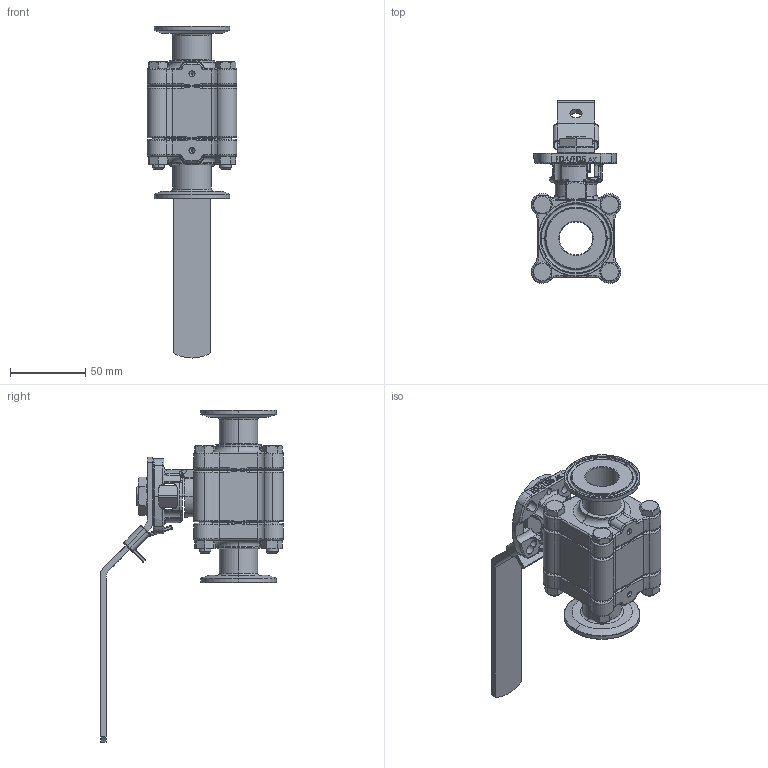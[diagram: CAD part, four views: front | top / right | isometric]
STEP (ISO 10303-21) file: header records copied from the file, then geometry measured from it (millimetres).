
FILE_DESCRIPTION (( 'STEP AP214' ), '1' );
FILE_NAME ('H78-SA-0100.STEP', '2018-12-06T20:44:32', ( '' ), ( '' ), 'SwSTEP 2.0', 'SolidWorks 2018', '' );
FILE_SCHEMA (( 'AUTOMOTIVE_DESIGN' ));
Length unit declared in the file: inch
Products named in the file (1): H78-SA-0100
Bounding box: 59.55 x 121.26 x 220.25 mm (x, y, z)
Surface area: 70018.2 mm2 (no closed solid volume)
Topology: 0 solids, 18 shells, 955 faces, 2649 edges, 1627 vertices
Faces by surface type: plane 285, cylinder 251, torus 198, bspline 108, cone 101, sphere 12
Entity records: 51780 total; most frequent: CARTESIAN_POINT 15996, DIRECTION 4927, ORIENTED_EDGE 4698, EDGE_CURVE 2599, AXIS2_PLACEMENT_3D 1938, VERTEX_POINT 1625, CIRCLE 1090, LINE 1051
